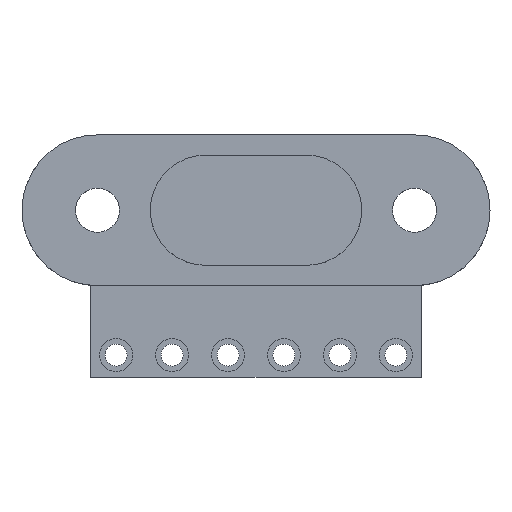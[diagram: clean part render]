
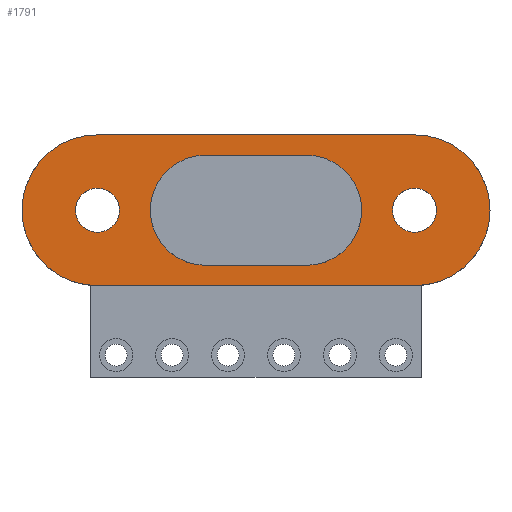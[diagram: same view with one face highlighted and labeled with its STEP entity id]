
A CAD part, top view. The second image highlights one B-rep face of the part: STEP entity #1791.
In plain terms, the highlighted planar face has unit normal (0, 0, 1).
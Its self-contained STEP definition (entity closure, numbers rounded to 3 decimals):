
#72=FACE_BOUND('',#363,.T.);
#73=FACE_BOUND('',#364,.T.);
#74=FACE_BOUND('',#365,.T.);
#104=PLANE('',#2017);
#216=FACE_OUTER_BOUND('',#362,.T.);
#362=EDGE_LOOP('',(#1412,#1413,#1414,#1415));
#363=EDGE_LOOP('',(#1416));
#364=EDGE_LOOP('',(#1417,#1418,#1419,#1420));
#365=EDGE_LOOP('',(#1421));
#465=LINE('',#2833,#625);
#469=LINE('',#2845,#629);
#475=LINE('',#2869,#635);
#479=LINE('',#2879,#639);
#625=VECTOR('',#2336,10.);
#629=VECTOR('',#2348,10.);
#635=VECTOR('',#2374,10.);
#639=VECTOR('',#2386,10.);
#796=CIRCLE('',#1996,1.);
#799=CIRCLE('',#2001,2.5);
#801=CIRCLE('',#2005,2.5);
#802=CIRCLE('',#2007,1.);
#805=CIRCLE('',#2011,3.425);
#807=CIRCLE('',#2015,3.425);
#872=VERTEX_POINT('',#2821);
#876=VERTEX_POINT('',#2830);
#877=VERTEX_POINT('',#2832);
#879=VERTEX_POINT('',#2838);
#881=VERTEX_POINT('',#2844);
#882=VERTEX_POINT('',#2851);
#886=VERTEX_POINT('',#2860);
#887=VERTEX_POINT('',#2862);
#889=VERTEX_POINT('',#2868);
#891=VERTEX_POINT('',#2874);
#1054=EDGE_CURVE('',#872,#872,#796,.T.);
#1059=EDGE_CURVE('',#877,#876,#465,.T.);
#1062=EDGE_CURVE('',#879,#877,#799,.T.);
#1065=EDGE_CURVE('',#881,#879,#469,.T.);
#1068=EDGE_CURVE('',#876,#881,#801,.T.);
#1069=EDGE_CURVE('',#882,#882,#802,.T.);
#1074=EDGE_CURVE('',#887,#886,#805,.T.);
#1077=EDGE_CURVE('',#889,#887,#475,.T.);
#1080=EDGE_CURVE('',#891,#889,#807,.T.);
#1083=EDGE_CURVE('',#886,#891,#479,.T.);
#1412=ORIENTED_EDGE('',*,*,#1083,.T.);
#1413=ORIENTED_EDGE('',*,*,#1080,.T.);
#1414=ORIENTED_EDGE('',*,*,#1077,.T.);
#1415=ORIENTED_EDGE('',*,*,#1074,.T.);
#1416=ORIENTED_EDGE('',*,*,#1069,.T.);
#1417=ORIENTED_EDGE('',*,*,#1068,.T.);
#1418=ORIENTED_EDGE('',*,*,#1065,.T.);
#1419=ORIENTED_EDGE('',*,*,#1062,.T.);
#1420=ORIENTED_EDGE('',*,*,#1059,.T.);
#1421=ORIENTED_EDGE('',*,*,#1054,.T.);
#1791=ADVANCED_FACE('',(#216,#72,#73,#74),#104,.T.);
#1996=AXIS2_PLACEMENT_3D('',#2822,#2327,#2328);
#2001=AXIS2_PLACEMENT_3D('',#2839,#2342,#2343);
#2005=AXIS2_PLACEMENT_3D('',#2849,#2354,#2355);
#2007=AXIS2_PLACEMENT_3D('',#2852,#2358,#2359);
#2011=AXIS2_PLACEMENT_3D('',#2863,#2368,#2369);
#2015=AXIS2_PLACEMENT_3D('',#2875,#2380,#2381);
#2017=AXIS2_PLACEMENT_3D('',#2880,#2387,#2388);
#2327=DIRECTION('center_axis',(0.,0.,-1.));
#2328=DIRECTION('ref_axis',(1.,0.,0.));
#2336=DIRECTION('',(-1.,0.,0.));
#2342=DIRECTION('center_axis',(0.,0.,-1.));
#2343=DIRECTION('ref_axis',(0.,-1.,0.));
#2348=DIRECTION('',(1.,0.,0.));
#2354=DIRECTION('center_axis',(0.,0.,-1.));
#2355=DIRECTION('ref_axis',(0.,1.,0.));
#2358=DIRECTION('center_axis',(0.,0.,-1.));
#2359=DIRECTION('ref_axis',(1.,0.,0.));
#2368=DIRECTION('center_axis',(0.,0.,1.));
#2369=DIRECTION('ref_axis',(0.,1.,0.));
#2374=DIRECTION('',(-1.,0.,0.));
#2380=DIRECTION('center_axis',(0.,0.,1.));
#2381=DIRECTION('ref_axis',(0.,-1.,0.));
#2386=DIRECTION('',(1.,0.,0.));
#2387=DIRECTION('center_axis',(0.,0.,1.));
#2388=DIRECTION('ref_axis',(1.,0.,0.));
#2821=CARTESIAN_POINT('',(6.2,0.,1.));
#2822=CARTESIAN_POINT('Origin',(7.2,0.,1.));
#2830=CARTESIAN_POINT('',(-2.3,-2.5,1.));
#2832=CARTESIAN_POINT('',(2.3,-2.5,1.));
#2833=CARTESIAN_POINT('',(-2.3,-2.5,1.));
#2838=CARTESIAN_POINT('',(2.3,2.5,1.));
#2839=CARTESIAN_POINT('Origin',(2.3,0.,1.));
#2844=CARTESIAN_POINT('',(-2.3,2.5,1.));
#2845=CARTESIAN_POINT('',(2.3,2.5,1.));
#2849=CARTESIAN_POINT('Origin',(-2.3,0.,1.));
#2851=CARTESIAN_POINT('',(-8.2,0.,1.));
#2852=CARTESIAN_POINT('Origin',(-7.2,0.,1.));
#2860=CARTESIAN_POINT('',(-7.2,-3.425,1.));
#2862=CARTESIAN_POINT('',(-7.2,3.425,1.));
#2863=CARTESIAN_POINT('Origin',(-7.2,0.,1.));
#2868=CARTESIAN_POINT('',(7.2,3.425,1.));
#2869=CARTESIAN_POINT('',(7.2,3.425,1.));
#2874=CARTESIAN_POINT('',(7.2,-3.425,1.));
#2875=CARTESIAN_POINT('Origin',(7.2,0.,1.));
#2879=CARTESIAN_POINT('',(-7.2,-3.425,1.));
#2880=CARTESIAN_POINT('Origin',(0.,0.,1.));
